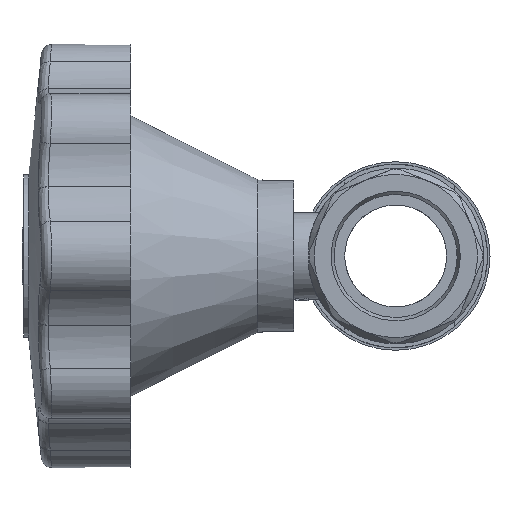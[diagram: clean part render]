
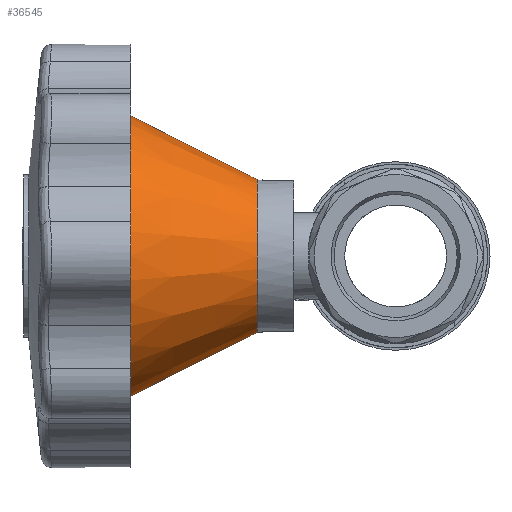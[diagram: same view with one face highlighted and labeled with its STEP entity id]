
A CAD part, left-side view. The second image highlights one B-rep face of the part: STEP entity #36545.
In plain terms, the highlighted conical face has half-angle 26.75 degrees and reference radius 15 mm.
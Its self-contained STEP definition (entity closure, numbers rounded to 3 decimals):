
#1401=CONICAL_SURFACE('',#39991,15.,0.467);
#20310=ORIENTED_EDGE('',*,*,#25797,.F.);
#20311=ORIENTED_EDGE('',*,*,#25774,.T.);
#25774=EDGE_CURVE('',#29412,#29412,#30057,.T.);
#25797=EDGE_CURVE('',#29431,#29431,#30072,.T.);
#29412=VERTEX_POINT('',#64358);
#29431=VERTEX_POINT('',#64418);
#30057=CIRCLE('',#39930,27.5);
#30072=CIRCLE('',#39951,15.);
#32196=EDGE_LOOP('',(#20310));
#32197=EDGE_LOOP('',(#20311));
#34385=FACE_BOUND('',#32196,.T.);
#34386=FACE_BOUND('',#32197,.T.);
#36545=ADVANCED_FACE('',(#34385,#34386),#1401,.T.);
#39930=AXIS2_PLACEMENT_3D('',#64357,#49898,#49899);
#39951=AXIS2_PLACEMENT_3D('',#64417,#49944,#49945);
#39991=AXIS2_PLACEMENT_3D('',#64490,#50040,#50041);
#49898=DIRECTION('',(-1.,0.,0.));
#49899=DIRECTION('',(0.,0.,1.));
#49944=DIRECTION('',(-1.,0.,0.));
#49945=DIRECTION('',(0.,0.,1.));
#50040=DIRECTION('',(1.,0.,0.));
#50041=DIRECTION('',(0.,0.,-1.));
#64357=CARTESIAN_POINT('',(32.,0.,0.));
#64358=CARTESIAN_POINT('',(32.,0.,27.5));
#64417=CARTESIAN_POINT('',(7.2,0.,0.));
#64418=CARTESIAN_POINT('',(7.2,0.,15.));
#64490=CARTESIAN_POINT('',(7.2,0.,0.));
